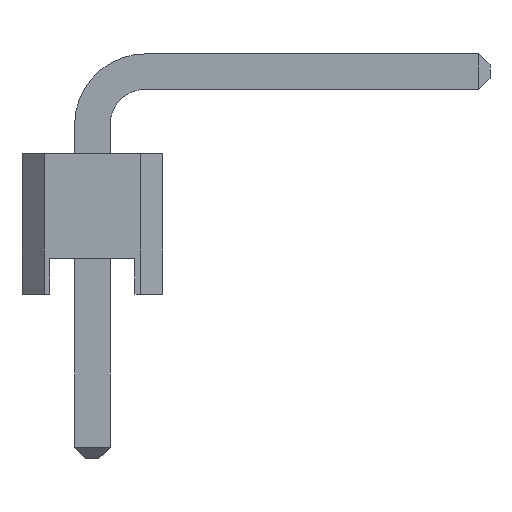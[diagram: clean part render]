
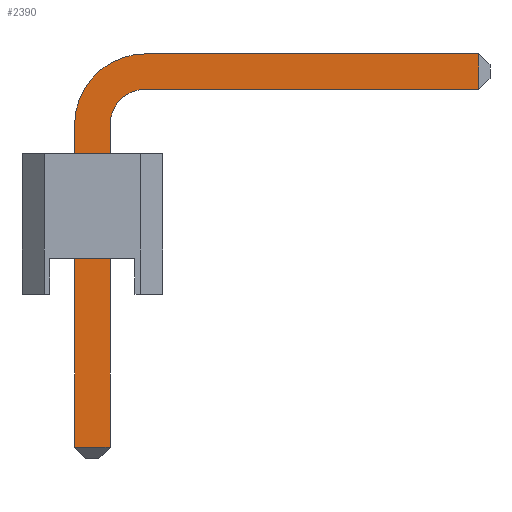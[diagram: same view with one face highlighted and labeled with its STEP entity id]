
A CAD part, front view. The second image highlights one B-rep face of the part: STEP entity #2390.
In plain terms, the highlighted planar face has unit normal (0, -1, 0).
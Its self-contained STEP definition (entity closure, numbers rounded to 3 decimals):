
#1612 = PLANE('',#1613);
#1613 = AXIS2_PLACEMENT_3D('',#1614,#1615,#1616);
#1614 = CARTESIAN_POINT('',(-0.32,0.32,0.));
#1615 = DIRECTION('',(-1.,0.,0.));
#1616 = DIRECTION('',(0.,0.,1.));
#1641 = CYLINDRICAL_SURFACE('',#1642,1.28);
#1642 = AXIS2_PLACEMENT_3D('',#1643,#1644,#1645);
#1643 = CARTESIAN_POINT('',(0.96,0.32,6.02));
#1644 = DIRECTION('',(0.,-1.,0.));
#1645 = DIRECTION('',(-1.,0.,0.));
#1669 = PLANE('',#1670);
#1670 = AXIS2_PLACEMENT_3D('',#1671,#1672,#1673);
#1671 = CARTESIAN_POINT('',(-0.32,0.32,7.3));
#1672 = DIRECTION('',(0.,0.,1.));
#1673 = DIRECTION('',(1.,0.,0.));
#1725 = PLANE('',#1726);
#1726 = AXIS2_PLACEMENT_3D('',#1727,#1728,#1729);
#1727 = CARTESIAN_POINT('',(7.18,0.32,6.66));
#1728 = DIRECTION('',(0.,0.,-1.));
#1729 = DIRECTION('',(-1.,0.,0.));
#1754 = CYLINDRICAL_SURFACE('',#1755,0.64);
#1755 = AXIS2_PLACEMENT_3D('',#1756,#1757,#1758);
#1756 = CARTESIAN_POINT('',(0.96,0.32,6.02));
#1757 = DIRECTION('',(0.,-1.,0.));
#1758 = DIRECTION('',(-1.,0.,0.));
#1782 = PLANE('',#1783);
#1783 = AXIS2_PLACEMENT_3D('',#1784,#1785,#1786);
#1784 = CARTESIAN_POINT('',(0.32,0.32,6.66));
#1785 = DIRECTION('',(1.,0.,0.));
#1786 = DIRECTION('',(0.,0.,-1.));
#1825 = VERTEX_POINT('',#1826);
#1826 = CARTESIAN_POINT('',(-0.32,-0.32,0.2));
#1852 = EDGE_CURVE('',#1825,#1853,#1855,.T.);
#1853 = VERTEX_POINT('',#1854);
#1854 = CARTESIAN_POINT('',(-0.32,-0.32,6.02));
#1855 = SURFACE_CURVE('',#1856,(#1860,#1867),.PCURVE_S1.);
#1856 = LINE('',#1857,#1858);
#1857 = CARTESIAN_POINT('',(-0.32,-0.32,0.));
#1858 = VECTOR('',#1859,1.);
#1859 = DIRECTION('',(0.,0.,1.));
#1860 = PCURVE('',#1612,#1861);
#1861 = DEFINITIONAL_REPRESENTATION('',(#1862),#1866);
#1862 = LINE('',#1863,#1864);
#1863 = CARTESIAN_POINT('',(0.,-0.64));
#1864 = VECTOR('',#1865,1.);
#1865 = DIRECTION('',(1.,0.));
#1866 = ( GEOMETRIC_REPRESENTATION_CONTEXT(2) 
PARAMETRIC_REPRESENTATION_CONTEXT() REPRESENTATION_CONTEXT('2D SPACE',''
  ) );
#1867 = PCURVE('',#1868,#1873);
#1868 = PLANE('',#1869);
#1869 = AXIS2_PLACEMENT_3D('',#1870,#1871,#1872);
#1870 = CARTESIAN_POINT('',(1.887,-0.32,5.194));
#1871 = DIRECTION('',(0.,1.,0.));
#1872 = DIRECTION('',(0.,0.,1.));
#1873 = DEFINITIONAL_REPRESENTATION('',(#1874),#1878);
#1874 = LINE('',#1875,#1876);
#1875 = CARTESIAN_POINT('',(-5.194,-2.207));
#1876 = VECTOR('',#1877,1.);
#1877 = DIRECTION('',(1.,0.));
#1878 = ( GEOMETRIC_REPRESENTATION_CONTEXT(2) 
PARAMETRIC_REPRESENTATION_CONTEXT() REPRESENTATION_CONTEXT('2D SPACE',''
  ) );
#1906 = VERTEX_POINT('',#1907);
#1907 = CARTESIAN_POINT('',(0.96,-0.32,7.3));
#1928 = EDGE_CURVE('',#1853,#1906,#1929,.T.);
#1929 = SURFACE_CURVE('',#1930,(#1935,#1942),.PCURVE_S1.);
#1930 = CIRCLE('',#1931,1.28);
#1931 = AXIS2_PLACEMENT_3D('',#1932,#1933,#1934);
#1932 = CARTESIAN_POINT('',(0.96,-0.32,6.02));
#1933 = DIRECTION('',(0.,1.,0.));
#1934 = DIRECTION('',(0.,0.,-1.));
#1935 = PCURVE('',#1641,#1936);
#1936 = DEFINITIONAL_REPRESENTATION('',(#1937),#1941);
#1937 = LINE('',#1938,#1939);
#1938 = CARTESIAN_POINT('',(1.571,0.64));
#1939 = VECTOR('',#1940,1.);
#1940 = DIRECTION('',(-1.,0.));
#1941 = ( GEOMETRIC_REPRESENTATION_CONTEXT(2) 
PARAMETRIC_REPRESENTATION_CONTEXT() REPRESENTATION_CONTEXT('2D SPACE',''
  ) );
#1942 = PCURVE('',#1868,#1943);
#1943 = DEFINITIONAL_REPRESENTATION('',(#1944),#1948);
#1944 = CIRCLE('',#1945,1.28);
#1945 = AXIS2_PLACEMENT_2D('',#1946,#1947);
#1946 = CARTESIAN_POINT('',(0.827,-0.927));
#1947 = DIRECTION('',(-1.,0.));
#1948 = ( GEOMETRIC_REPRESENTATION_CONTEXT(2) 
PARAMETRIC_REPRESENTATION_CONTEXT() REPRESENTATION_CONTEXT('2D SPACE',''
  ) );
#2037 = EDGE_CURVE('',#1906,#2038,#2040,.T.);
#2038 = VERTEX_POINT('',#2039);
#2039 = CARTESIAN_POINT('',(6.98,-0.32,7.3));
#2040 = SURFACE_CURVE('',#2041,(#2045,#2052),.PCURVE_S1.);
#2041 = LINE('',#2042,#2043);
#2042 = CARTESIAN_POINT('',(-0.32,-0.32,7.3));
#2043 = VECTOR('',#2044,1.);
#2044 = DIRECTION('',(1.,0.,0.));
#2045 = PCURVE('',#1669,#2046);
#2046 = DEFINITIONAL_REPRESENTATION('',(#2047),#2051);
#2047 = LINE('',#2048,#2049);
#2048 = CARTESIAN_POINT('',(0.,-0.64));
#2049 = VECTOR('',#2050,1.);
#2050 = DIRECTION('',(1.,0.));
#2051 = ( GEOMETRIC_REPRESENTATION_CONTEXT(2) 
PARAMETRIC_REPRESENTATION_CONTEXT() REPRESENTATION_CONTEXT('2D SPACE',''
  ) );
#2052 = PCURVE('',#1868,#2053);
#2053 = DEFINITIONAL_REPRESENTATION('',(#2054),#2058);
#2054 = LINE('',#2055,#2056);
#2055 = CARTESIAN_POINT('',(2.107,-2.207));
#2056 = VECTOR('',#2057,1.);
#2057 = DIRECTION('',(0.,1.));
#2058 = ( GEOMETRIC_REPRESENTATION_CONTEXT(2) 
PARAMETRIC_REPRESENTATION_CONTEXT() REPRESENTATION_CONTEXT('2D SPACE',''
  ) );
#2091 = VERTEX_POINT('',#2092);
#2092 = CARTESIAN_POINT('',(0.32,-0.32,6.02));
#2113 = EDGE_CURVE('',#2091,#2114,#2116,.T.);
#2114 = VERTEX_POINT('',#2115);
#2115 = CARTESIAN_POINT('',(0.32,-0.32,0.2));
#2116 = SURFACE_CURVE('',#2117,(#2121,#2128),.PCURVE_S1.);
#2117 = LINE('',#2118,#2119);
#2118 = CARTESIAN_POINT('',(0.32,-0.32,6.66));
#2119 = VECTOR('',#2120,1.);
#2120 = DIRECTION('',(0.,0.,-1.));
#2121 = PCURVE('',#1782,#2122);
#2122 = DEFINITIONAL_REPRESENTATION('',(#2123),#2127);
#2123 = LINE('',#2124,#2125);
#2124 = CARTESIAN_POINT('',(0.,-0.64));
#2125 = VECTOR('',#2126,1.);
#2126 = DIRECTION('',(1.,0.));
#2127 = ( GEOMETRIC_REPRESENTATION_CONTEXT(2) 
PARAMETRIC_REPRESENTATION_CONTEXT() REPRESENTATION_CONTEXT('2D SPACE',''
  ) );
#2128 = PCURVE('',#1868,#2129);
#2129 = DEFINITIONAL_REPRESENTATION('',(#2130),#2134);
#2130 = LINE('',#2131,#2132);
#2131 = CARTESIAN_POINT('',(1.467,-1.567));
#2132 = VECTOR('',#2133,1.);
#2133 = DIRECTION('',(-1.,0.));
#2134 = ( GEOMETRIC_REPRESENTATION_CONTEXT(2) 
PARAMETRIC_REPRESENTATION_CONTEXT() REPRESENTATION_CONTEXT('2D SPACE',''
  ) );
#2243 = VERTEX_POINT('',#2244);
#2244 = CARTESIAN_POINT('',(0.96,-0.32,6.66));
#2265 = EDGE_CURVE('',#2091,#2243,#2266,.T.);
#2266 = SURFACE_CURVE('',#2267,(#2272,#2279),.PCURVE_S1.);
#2267 = CIRCLE('',#2268,0.64);
#2268 = AXIS2_PLACEMENT_3D('',#2269,#2270,#2271);
#2269 = CARTESIAN_POINT('',(0.96,-0.32,6.02));
#2270 = DIRECTION('',(0.,1.,0.));
#2271 = DIRECTION('',(0.,0.,-1.));
#2272 = PCURVE('',#1754,#2273);
#2273 = DEFINITIONAL_REPRESENTATION('',(#2274),#2278);
#2274 = LINE('',#2275,#2276);
#2275 = CARTESIAN_POINT('',(1.571,0.64));
#2276 = VECTOR('',#2277,1.);
#2277 = DIRECTION('',(-1.,0.));
#2278 = ( GEOMETRIC_REPRESENTATION_CONTEXT(2) 
PARAMETRIC_REPRESENTATION_CONTEXT() REPRESENTATION_CONTEXT('2D SPACE',''
  ) );
#2279 = PCURVE('',#1868,#2280);
#2280 = DEFINITIONAL_REPRESENTATION('',(#2281),#2285);
#2281 = CIRCLE('',#2282,0.64);
#2282 = AXIS2_PLACEMENT_2D('',#2283,#2284);
#2283 = CARTESIAN_POINT('',(0.827,-0.927));
#2284 = DIRECTION('',(-1.,0.));
#2285 = ( GEOMETRIC_REPRESENTATION_CONTEXT(2) 
PARAMETRIC_REPRESENTATION_CONTEXT() REPRESENTATION_CONTEXT('2D SPACE',''
  ) );
#2293 = VERTEX_POINT('',#2294);
#2294 = CARTESIAN_POINT('',(6.98,-0.32,6.66));
#2315 = EDGE_CURVE('',#2293,#2243,#2316,.T.);
#2316 = SURFACE_CURVE('',#2317,(#2321,#2328),.PCURVE_S1.);
#2317 = LINE('',#2318,#2319);
#2318 = CARTESIAN_POINT('',(7.18,-0.32,6.66));
#2319 = VECTOR('',#2320,1.);
#2320 = DIRECTION('',(-1.,0.,0.));
#2321 = PCURVE('',#1725,#2322);
#2322 = DEFINITIONAL_REPRESENTATION('',(#2323),#2327);
#2323 = LINE('',#2324,#2325);
#2324 = CARTESIAN_POINT('',(0.,-0.64));
#2325 = VECTOR('',#2326,1.);
#2326 = DIRECTION('',(1.,0.));
#2327 = ( GEOMETRIC_REPRESENTATION_CONTEXT(2) 
PARAMETRIC_REPRESENTATION_CONTEXT() REPRESENTATION_CONTEXT('2D SPACE',''
  ) );
#2328 = PCURVE('',#1868,#2329);
#2329 = DEFINITIONAL_REPRESENTATION('',(#2330),#2334);
#2330 = LINE('',#2331,#2332);
#2331 = CARTESIAN_POINT('',(1.467,5.294));
#2332 = VECTOR('',#2333,1.);
#2333 = DIRECTION('',(0.,-1.));
#2334 = ( GEOMETRIC_REPRESENTATION_CONTEXT(2) 
PARAMETRIC_REPRESENTATION_CONTEXT() REPRESENTATION_CONTEXT('2D SPACE',''
  ) );
#2379 = PLANE('',#2380);
#2380 = AXIS2_PLACEMENT_3D('',#2381,#2382,#2383);
#2381 = CARTESIAN_POINT('',(0.12,-0.22,0.1));
#2382 = DIRECTION('',(0.,0.707,0.707));
#2383 = DIRECTION('',(-1.,0.,0.));
#2390 = ADVANCED_FACE('',(#2391),#1868,.F.);
#2391 = FACE_BOUND('',#2392,.F.);
#2392 = EDGE_LOOP('',(#2393,#2394,#2395,#2396,#2422,#2423,#2424,#2425));
#2393 = ORIENTED_EDGE('',*,*,#1852,.T.);
#2394 = ORIENTED_EDGE('',*,*,#1928,.T.);
#2395 = ORIENTED_EDGE('',*,*,#2037,.T.);
#2396 = ORIENTED_EDGE('',*,*,#2397,.T.);
#2397 = EDGE_CURVE('',#2038,#2293,#2398,.T.);
#2398 = SURFACE_CURVE('',#2399,(#2403,#2410),.PCURVE_S1.);
#2399 = LINE('',#2400,#2401);
#2400 = CARTESIAN_POINT('',(6.98,-0.32,7.1));
#2401 = VECTOR('',#2402,1.);
#2402 = DIRECTION('',(0.,0.,-1.));
#2403 = PCURVE('',#1868,#2404);
#2404 = DEFINITIONAL_REPRESENTATION('',(#2405),#2409);
#2405 = LINE('',#2406,#2407);
#2406 = CARTESIAN_POINT('',(1.907,5.094));
#2407 = VECTOR('',#2408,1.);
#2408 = DIRECTION('',(-1.,0.));
#2409 = ( GEOMETRIC_REPRESENTATION_CONTEXT(2) 
PARAMETRIC_REPRESENTATION_CONTEXT() REPRESENTATION_CONTEXT('2D SPACE',''
  ) );
#2410 = PCURVE('',#2411,#2416);
#2411 = PLANE('',#2412);
#2412 = AXIS2_PLACEMENT_3D('',#2413,#2414,#2415);
#2413 = CARTESIAN_POINT('',(7.08,-0.22,7.1));
#2414 = DIRECTION('',(-0.707,0.707,0.));
#2415 = DIRECTION('',(0.,0.,-1.));
#2416 = DEFINITIONAL_REPRESENTATION('',(#2417),#2421);
#2417 = LINE('',#2418,#2419);
#2418 = CARTESIAN_POINT('',(0.,0.141));
#2419 = VECTOR('',#2420,1.);
#2420 = DIRECTION('',(1.,0.));
#2421 = ( GEOMETRIC_REPRESENTATION_CONTEXT(2) 
PARAMETRIC_REPRESENTATION_CONTEXT() REPRESENTATION_CONTEXT('2D SPACE',''
  ) );
#2422 = ORIENTED_EDGE('',*,*,#2315,.T.);
#2423 = ORIENTED_EDGE('',*,*,#2265,.F.);
#2424 = ORIENTED_EDGE('',*,*,#2113,.T.);
#2425 = ORIENTED_EDGE('',*,*,#2426,.T.);
#2426 = EDGE_CURVE('',#2114,#1825,#2427,.T.);
#2427 = SURFACE_CURVE('',#2428,(#2432,#2439),.PCURVE_S1.);
#2428 = LINE('',#2429,#2430);
#2429 = CARTESIAN_POINT('',(0.12,-0.32,0.2));
#2430 = VECTOR('',#2431,1.);
#2431 = DIRECTION('',(-1.,0.,0.));
#2432 = PCURVE('',#1868,#2433);
#2433 = DEFINITIONAL_REPRESENTATION('',(#2434),#2438);
#2434 = LINE('',#2435,#2436);
#2435 = CARTESIAN_POINT('',(-4.994,-1.767));
#2436 = VECTOR('',#2437,1.);
#2437 = DIRECTION('',(0.,-1.));
#2438 = ( GEOMETRIC_REPRESENTATION_CONTEXT(2) 
PARAMETRIC_REPRESENTATION_CONTEXT() REPRESENTATION_CONTEXT('2D SPACE',''
  ) );
#2439 = PCURVE('',#2379,#2440);
#2440 = DEFINITIONAL_REPRESENTATION('',(#2441),#2445);
#2441 = LINE('',#2442,#2443);
#2442 = CARTESIAN_POINT('',(0.,0.141));
#2443 = VECTOR('',#2444,1.);
#2444 = DIRECTION('',(1.,0.));
#2445 = ( GEOMETRIC_REPRESENTATION_CONTEXT(2) 
PARAMETRIC_REPRESENTATION_CONTEXT() REPRESENTATION_CONTEXT('2D SPACE',''
  ) );
